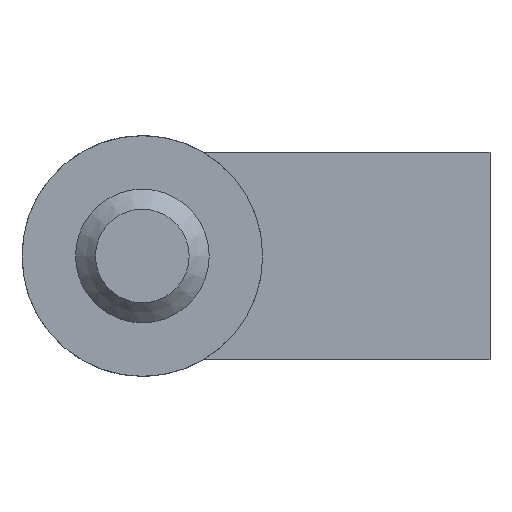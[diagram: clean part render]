
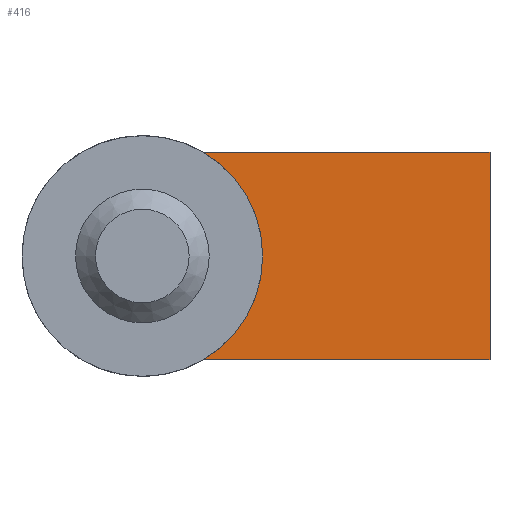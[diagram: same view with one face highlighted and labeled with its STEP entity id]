
A CAD part, front view. The second image highlights one B-rep face of the part: STEP entity #416.
In plain terms, the highlighted planar face has unit normal (0, -1, 0).
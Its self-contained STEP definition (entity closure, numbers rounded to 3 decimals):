
#22=CIRCLE('',#462,9.);
#41=FACE_OUTER_BOUND('',#66,.T.);
#66=EDGE_LOOP('',(#312,#313,#314,#315));
#109=LINE('',#658,#156);
#110=LINE('',#660,#157);
#111=LINE('',#661,#158);
#156=VECTOR('',#535,10.);
#157=VECTOR('',#536,10.);
#158=VECTOR('',#537,10.);
#195=VERTEX_POINT('',#654);
#196=VERTEX_POINT('',#655);
#197=VERTEX_POINT('',#657);
#198=VERTEX_POINT('',#659);
#240=EDGE_CURVE('',#195,#196,#22,.T.);
#241=EDGE_CURVE('',#197,#195,#109,.T.);
#242=EDGE_CURVE('',#197,#198,#110,.T.);
#243=EDGE_CURVE('',#196,#198,#111,.T.);
#312=ORIENTED_EDGE('',*,*,#240,.F.);
#313=ORIENTED_EDGE('',*,*,#241,.F.);
#314=ORIENTED_EDGE('',*,*,#242,.T.);
#315=ORIENTED_EDGE('',*,*,#243,.F.);
#394=PLANE('',#461);
#416=ADVANCED_FACE('',(#41),#394,.T.);
#461=AXIS2_PLACEMENT_3D('',#653,#531,#532);
#462=AXIS2_PLACEMENT_3D('',#656,#533,#534);
#531=DIRECTION('center_axis',(0.,-1.,0.));
#532=DIRECTION('ref_axis',(1.,0.,0.));
#533=DIRECTION('center_axis',(0.,-1.,0.));
#534=DIRECTION('ref_axis',(1.,0.,0.));
#535=DIRECTION('',(-1.,0.,0.));
#536=DIRECTION('',(0.,0.,1.));
#537=DIRECTION('',(1.,0.,0.));
#653=CARTESIAN_POINT('Origin',(-32.2,238.,0.));
#654=CARTESIAN_POINT('',(-30.624,238.,-7.75));
#655=CARTESIAN_POINT('',(-30.624,238.,7.75));
#656=CARTESIAN_POINT('Origin',(-35.2,238.,0.));
#657=CARTESIAN_POINT('',(-9.2,238.,-7.75));
#658=CARTESIAN_POINT('',(-32.2,238.,-7.75));
#659=CARTESIAN_POINT('',(-9.2,238.,7.75));
#660=CARTESIAN_POINT('',(-9.2,238.,0.));
#661=CARTESIAN_POINT('',(-32.2,238.,7.75));
